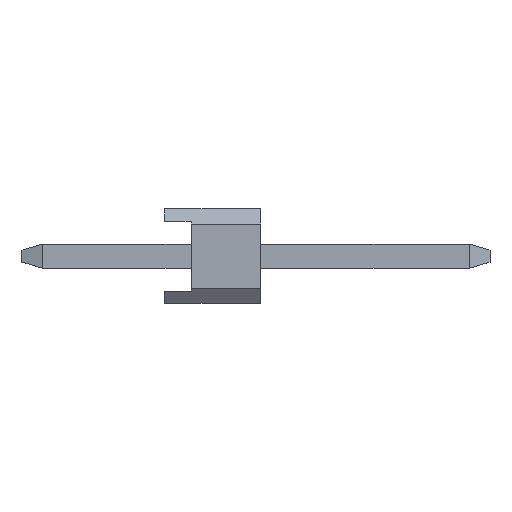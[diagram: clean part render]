
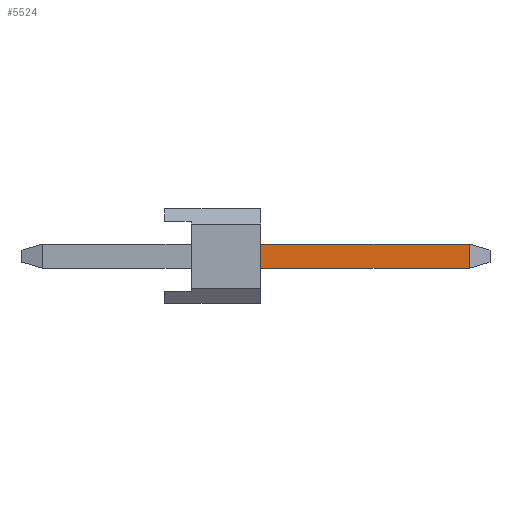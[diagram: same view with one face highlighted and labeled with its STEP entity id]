
A CAD part, left-side view. The second image highlights one B-rep face of the part: STEP entity #5524.
In plain terms, the highlighted planar face has unit normal (-1, 0, 0).
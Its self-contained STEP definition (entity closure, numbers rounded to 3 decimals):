
#2202=EDGE_CURVE('',#4728,#2796,#5921,.T.);
#2796=VERTEX_POINT('',#6579);
#3472=EDGE_CURVE('',#5408,#4728,#7324,.T.);
#3864=EDGE_CURVE('',#5108,#5408,#7752,.T.);
#4566=EDGE_CURVE('',#2796,#5108,#8531,.T.);
#4728=VERTEX_POINT('',#8716);
#5108=VERTEX_POINT('',#9139);
#5408=VERTEX_POINT('',#9468);
#5524=ADVANCED_FACE('',(#9600),#9601,.T.);
#5921=LINE('',#10185,#10186);
#6579=CARTESIAN_POINT('',(-14.29,-8.074,-0.32));
#7324=LINE('',#12218,#12219);
#7752=LINE('',#12830,#12831);
#8531=LINE('',#13957,#13958);
#8716=CARTESIAN_POINT('',(-14.29,-8.074,0.32));
#9139=CARTESIAN_POINT('',(-14.29,-2.54,-0.32));
#9468=CARTESIAN_POINT('',(-14.29,-2.54,0.32));
#9600=FACE_OUTER_BOUND('',#15475,.T.);
#9601=PLANE('',#15476);
#10185=CARTESIAN_POINT('',(-14.29,-8.074,0.5));
#10186=VECTOR('',#15808,1.0);
#12218=CARTESIAN_POINT('',(-14.29,-2.42,0.32));
#12219=VECTOR('',#17265,1.0);
#12830=CARTESIAN_POINT('',(-14.29,-2.54,0.252));
#12831=VECTOR('',#17655,1.0);
#13957=CARTESIAN_POINT('',(-14.29,3.234,-0.32));
#13958=VECTOR('',#18459,1.0);
#15475=EDGE_LOOP('',(#19643,#19644,#19645,#19646));
#15476=AXIS2_PLACEMENT_3D('',#19647,#19648,#19649);
#15808=DIRECTION('',(0.0,0.,-1.0));
#17265=DIRECTION('',(0.,-1.0,0.));
#17655=DIRECTION('',(0.,0.,1.0));
#18459=DIRECTION('',(0.,1.0,0.));
#19643=ORIENTED_EDGE('',*,*,#3864,.F.);
#19644=ORIENTED_EDGE('',*,*,#4566,.F.);
#19645=ORIENTED_EDGE('',*,*,#2202,.F.);
#19646=ORIENTED_EDGE('',*,*,#3472,.F.);
#19647=CARTESIAN_POINT('',(-14.29,3.234,0.5));
#19648=DIRECTION('',(-1.0,0.,0.));
#19649=DIRECTION('',(0.,1.0,0.));
